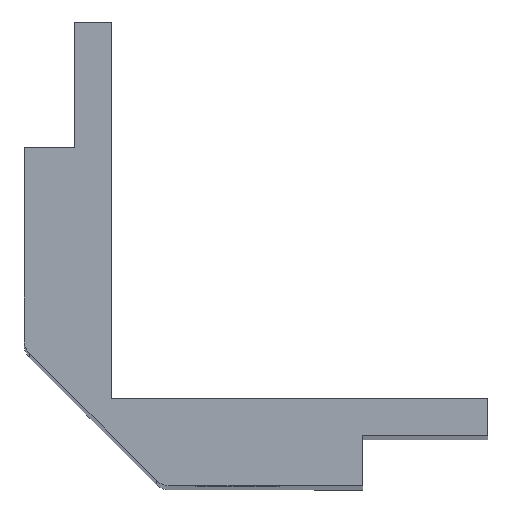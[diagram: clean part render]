
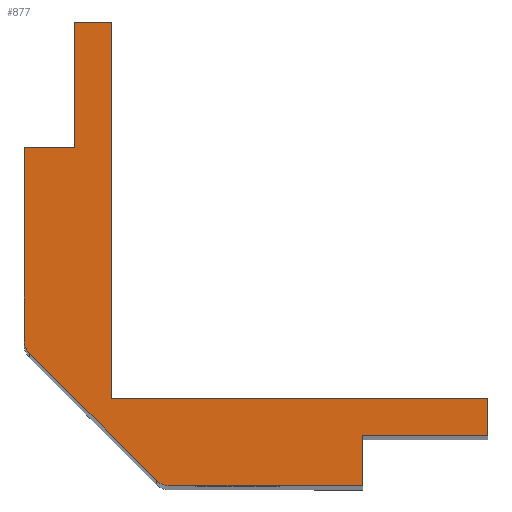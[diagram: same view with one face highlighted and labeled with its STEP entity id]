
A CAD part, top view. The second image highlights one B-rep face of the part: STEP entity #877.
In plain terms, the highlighted planar face has unit normal (0, 0, 1).
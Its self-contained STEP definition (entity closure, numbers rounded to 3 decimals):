
#15 = EDGE_CURVE ( 'NONE', #333, #636, #357, .T. ) ;
#38 = CARTESIAN_POINT ( 'NONE',  ( 30., 0., 280. ) ) ;
#48 = ORIENTED_EDGE ( 'NONE', *, *, #141, .T. ) ;
#53 = DIRECTION ( 'NONE',  ( 0., -1., 0. ) ) ;
#54 = DIRECTION ( 'NONE',  ( -1., 0., 0. ) ) ;
#57 = DIRECTION ( 'NONE',  ( 1., 0., 0. ) ) ;
#58 = EDGE_CURVE ( 'NONE', #1066, #843, #694, .T. ) ;
#71 = DIRECTION ( 'NONE',  ( 1., 0., 0. ) ) ;
#82 = DIRECTION ( 'NONE',  ( 1., 0., 0. ) ) ;
#84 = VERTEX_POINT ( 'NONE', #269 ) ;
#140 = LINE ( 'NONE', #399, #744 ) ;
#141 = EDGE_CURVE ( 'NONE', #314, #722, #866, .T. ) ;
#150 = VERTEX_POINT ( 'NONE', #211 ) ;
#155 = ORIENTED_EDGE ( 'NONE', *, *, #976, .T. ) ;
#159 = ORIENTED_EDGE ( 'NONE', *, *, #892, .F. ) ;
#167 = VERTEX_POINT ( 'NONE', #217 ) ;
#168 = FACE_OUTER_BOUND ( 'NONE', #259, .T. ) ;
#182 = VECTOR ( 'NONE', #454, 1000. ) ;
#189 = PLANE ( 'NONE',  #727 ) ;
#201 = AXIS2_PLACEMENT_3D ( 'NONE', #545, #685, #625 ) ;
#211 = CARTESIAN_POINT ( 'NONE',  ( 4.621, -7., 280. ) ) ;
#217 = CARTESIAN_POINT ( 'NONE',  ( 0., 30., 280. ) ) ;
#228 = CARTESIAN_POINT ( 'NONE',  ( -7., 7., 280. ) ) ;
#230 = CARTESIAN_POINT ( 'NONE',  ( 20., -195.898, 280. ) ) ;
#231 = CARTESIAN_POINT ( 'NONE',  ( -195.898, 20., 280. ) ) ;
#241 = VECTOR ( 'NONE', #53, 1000. ) ;
#244 = LINE ( 'NONE', #479, #580 ) ;
#246 = EDGE_CURVE ( 'NONE', #843, #167, #459, .T. ) ;
#259 = EDGE_LOOP ( 'NONE', ( #829, #548, #640, #815, #345, #736, #48, #155, #159, #505, #1080, #1055, #979 ) ) ;
#269 = CARTESIAN_POINT ( 'NONE',  ( -3., 20., 280. ) ) ;
#274 = VERTEX_POINT ( 'NONE', #1056 ) ;
#312 = CARTESIAN_POINT ( 'NONE',  ( 30., -3., 280. ) ) ;
#314 = VERTEX_POINT ( 'NONE', #993 ) ;
#321 = VECTOR ( 'NONE', #761, 1000. ) ;
#327 = VECTOR ( 'NONE', #1027, 1000. ) ;
#333 = VERTEX_POINT ( 'NONE', #652 ) ;
#345 = ORIENTED_EDGE ( 'NONE', *, *, #888, .T. ) ;
#350 = CARTESIAN_POINT ( 'NONE',  ( -3., 30., 280. ) ) ;
#357 = LINE ( 'NONE', #228, #321 ) ;
#377 = CARTESIAN_POINT ( 'NONE',  ( -7., 4.621, 280. ) ) ;
#378 = CARTESIAN_POINT ( 'NONE',  ( 0., 0., 280. ) ) ;
#382 = LINE ( 'NONE', #808, #598 ) ;
#399 = CARTESIAN_POINT ( 'NONE',  ( -7., 4., 280. ) ) ;
#440 = LINE ( 'NONE', #624, #463 ) ;
#454 = DIRECTION ( 'NONE',  ( 1., 0., 0. ) ) ;
#459 = LINE ( 'NONE', #637, #591 ) ;
#463 = VECTOR ( 'NONE', #752, 1000. ) ;
#465 = DIRECTION ( 'NONE',  ( 0., 0., 1. ) ) ;
#479 = CARTESIAN_POINT ( 'NONE',  ( 7., -3., 280. ) ) ;
#505 = ORIENTED_EDGE ( 'NONE', *, *, #58, .T. ) ;
#524 = CIRCLE ( 'NONE', #201, 1.5 ) ;
#534 = VERTEX_POINT ( 'NONE', #350 ) ;
#540 = EDGE_CURVE ( 'NONE', #150, #314, #749, .T. ) ;
#542 = CARTESIAN_POINT ( 'NONE',  ( 20., -3., 280. ) ) ;
#545 = CARTESIAN_POINT ( 'NONE',  ( 4.621, -5.5, 280. ) ) ;
#548 = ORIENTED_EDGE ( 'NONE', *, *, #15, .T. ) ;
#573 = EDGE_CURVE ( 'NONE', #636, #916, #833, .T. ) ;
#580 = VECTOR ( 'NONE', #82, 1000. ) ;
#584 = EDGE_CURVE ( 'NONE', #916, #274, #140, .T. ) ;
#591 = VECTOR ( 'NONE', #775, 1000. ) ;
#598 = VECTOR ( 'NONE', #71, 1000. ) ;
#619 = EDGE_CURVE ( 'NONE', #333, #84, #710, .T. ) ;
#624 = CARTESIAN_POINT ( 'NONE',  ( -3., 20., 280. ) ) ;
#625 = DIRECTION ( 'NONE',  ( 1., 0., 0. ) ) ;
#630 = DIRECTION ( 'NONE',  ( 0.707, -0.707, 0. ) ) ;
#634 = VERTEX_POINT ( 'NONE', #312 ) ;
#636 = VERTEX_POINT ( 'NONE', #377 ) ;
#637 = CARTESIAN_POINT ( 'NONE',  ( 0., 0., 280. ) ) ;
#640 = ORIENTED_EDGE ( 'NONE', *, *, #573, .T. ) ;
#652 = CARTESIAN_POINT ( 'NONE',  ( -7., 20., 280. ) ) ;
#685 = DIRECTION ( 'NONE',  ( 0., 0., 1. ) ) ;
#694 = LINE ( 'NONE', #1043, #708 ) ;
#698 = LINE ( 'NONE', #38, #241 ) ;
#708 = VECTOR ( 'NONE', #54, 1000. ) ;
#710 = LINE ( 'NONE', #231, #182 ) ;
#722 = VERTEX_POINT ( 'NONE', #542 ) ;
#727 = AXIS2_PLACEMENT_3D ( 'NONE', #378, #465, #1034 ) ;
#736 = ORIENTED_EDGE ( 'NONE', *, *, #540, .T. ) ;
#738 = EDGE_CURVE ( 'NONE', #534, #84, #440, .T. ) ;
#739 = CARTESIAN_POINT ( 'NONE',  ( 30., 0., 280. ) ) ;
#744 = VECTOR ( 'NONE', #630, 1000. ) ;
#749 = LINE ( 'NONE', #753, #327 ) ;
#752 = DIRECTION ( 'NONE',  ( 0., -1., 0. ) ) ;
#753 = CARTESIAN_POINT ( 'NONE',  ( 4., -7., 280. ) ) ;
#761 = DIRECTION ( 'NONE',  ( 0., -1., 0. ) ) ;
#775 = DIRECTION ( 'NONE',  ( 0., 1., 0. ) ) ;
#784 = CARTESIAN_POINT ( 'NONE',  ( -5.5, 4.621, 280. ) ) ;
#794 = DIRECTION ( 'NONE',  ( 0., 0., 1. ) ) ;
#808 = CARTESIAN_POINT ( 'NONE',  ( -3., 30., 280. ) ) ;
#815 = ORIENTED_EDGE ( 'NONE', *, *, #584, .T. ) ;
#822 = EDGE_CURVE ( 'NONE', #534, #167, #382, .T. ) ;
#829 = ORIENTED_EDGE ( 'NONE', *, *, #619, .F. ) ;
#833 = CIRCLE ( 'NONE', #869, 1.5 ) ;
#843 = VERTEX_POINT ( 'NONE', #875 ) ;
#866 = LINE ( 'NONE', #230, #929 ) ;
#869 = AXIS2_PLACEMENT_3D ( 'NONE', #784, #794, #57 ) ;
#875 = CARTESIAN_POINT ( 'NONE',  ( 0., 0., 280. ) ) ;
#877 = ADVANCED_FACE ( 'NONE', ( #168 ), #189, .T. ) ;
#888 = EDGE_CURVE ( 'NONE', #274, #150, #524, .T. ) ;
#892 = EDGE_CURVE ( 'NONE', #1066, #634, #698, .T. ) ;
#916 = VERTEX_POINT ( 'NONE', #938 ) ;
#929 = VECTOR ( 'NONE', #942, 1000. ) ;
#938 = CARTESIAN_POINT ( 'NONE',  ( -6.561, 3.561, 280. ) ) ;
#942 = DIRECTION ( 'NONE',  ( 0., 1., 0. ) ) ;
#976 = EDGE_CURVE ( 'NONE', #722, #634, #244, .T. ) ;
#979 = ORIENTED_EDGE ( 'NONE', *, *, #738, .T. ) ;
#993 = CARTESIAN_POINT ( 'NONE',  ( 20., -7., 280. ) ) ;
#1027 = DIRECTION ( 'NONE',  ( 1., 0., 0. ) ) ;
#1034 = DIRECTION ( 'NONE',  ( 1., 0., 0. ) ) ;
#1043 = CARTESIAN_POINT ( 'NONE',  ( 20., 0., 280. ) ) ;
#1055 = ORIENTED_EDGE ( 'NONE', *, *, #822, .F. ) ;
#1056 = CARTESIAN_POINT ( 'NONE',  ( 3.561, -6.561, 280. ) ) ;
#1066 = VERTEX_POINT ( 'NONE', #739 ) ;
#1080 = ORIENTED_EDGE ( 'NONE', *, *, #246, .T. ) ;
